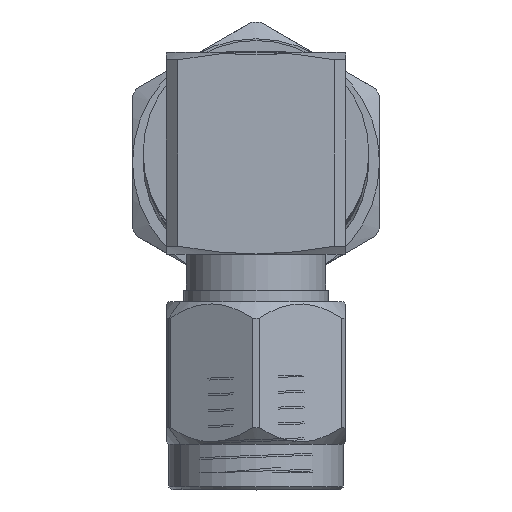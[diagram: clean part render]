
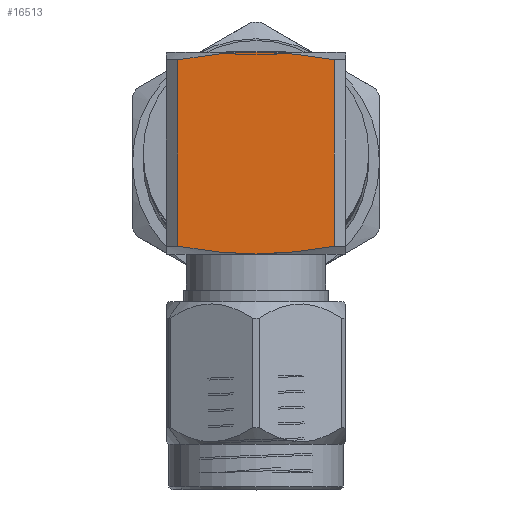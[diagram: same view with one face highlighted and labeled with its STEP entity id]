
A CAD part, top view. The second image highlights one B-rep face of the part: STEP entity #16513.
In plain terms, the highlighted face is planar.
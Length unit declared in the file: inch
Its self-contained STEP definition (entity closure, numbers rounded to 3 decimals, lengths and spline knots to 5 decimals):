
#165 = VECTOR ( 'NONE', #12754, 39.37008 ) ;
#407 = CARTESIAN_POINT ( 'NONE',  ( -0.16737, 0.15748, -0.11466 ) ) ;
#887 = LINE ( 'NONE', #25701, #28416 ) ;
#1408 = DIRECTION ( 'NONE',  ( 0., 0., -1. ) ) ;
#1510 = CARTESIAN_POINT ( 'NONE',  ( 0.17084, 0.15748, 0.09184 ) ) ;
#1633 = DIRECTION ( 'NONE',  ( 0., -1., 0. ) ) ;
#1838 = EDGE_LOOP ( 'NONE', ( #19429, #30464, #30964, #4215, #30526, #2540 ) ) ;
#2540 = ORIENTED_EDGE ( 'NONE', *, *, #19294, .F. ) ;
#2910 = CARTESIAN_POINT ( 'NONE',  ( -0.17717, 0.15748, 0. ) ) ;
#2952 = EDGE_CURVE ( 'NONE', #31011, #26004, #887, .T. ) ;
#3657 = EDGE_CURVE ( 'NONE', #14262, #30335, #12373, .T. ) ;
#4146 = CARTESIAN_POINT ( 'NONE',  ( -0.16735, 0.15748, 0.11476 ) ) ;
#4154 = FACE_OUTER_BOUND ( 'NONE', #1838, .T. ) ;
#4215 = ORIENTED_EDGE ( 'NONE', *, *, #19240, .T. ) ;
#5212 = CARTESIAN_POINT ( 'NONE',  ( -0.15969, 0.15748, -0.13748 ) ) ;
#5451 = CARTESIAN_POINT ( 'NONE',  ( 0.17577, 0.15748, -0.04592 ) ) ;
#5718 = CARTESIAN_POINT ( 'NONE',  ( -0.17085, 0.15748, -0.09175 ) ) ;
#6526 = CARTESIAN_POINT ( 'NONE',  ( -0.17578, 0.15748, 0.04587 ) ) ;
#7088 = CARTESIAN_POINT ( 'NONE',  ( 0.16335, 0.15748, 0.13748 ) ) ;
#7316 = CARTESIAN_POINT ( 'NONE',  ( 0.16335, 0.15748, -0.13748 ) ) ;
#9300 = CARTESIAN_POINT ( 'NONE',  ( -0.17717, 0.15748, 0. ) ) ;
#9898 = B_SPLINE_CURVE_WITH_KNOTS ( 'NONE', 3,
 ( #7316, #20620, #10623, #5451, #27652, #22786 ),
 .UNSPECIFIED., .F., .F.,
 ( 4, 2, 4 ),
 ( 0.00478, 0.00654, 0.00831 ),
 .UNSPECIFIED. ) ;
#10623 = CARTESIAN_POINT ( 'NONE',  ( 0.17085, 0.15748, -0.09175 ) ) ;
#10850 = DIRECTION ( 'NONE',  ( 1., 0., 0. ) ) ;
#11160 = CARTESIAN_POINT ( 'NONE',  ( -0.17717, 0.15748, 0. ) ) ;
#12373 = B_SPLINE_CURVE_WITH_KNOTS ( 'NONE', 3,
 ( #23060, #407, #5718, #20474, #30194, #2910 ),
 .UNSPECIFIED., .F., .F.,
 ( 4, 2, 4 ),
 ( 0.00478, 0.00654, 0.00831 ),
 .UNSPECIFIED. ) ;
#12754 = DIRECTION ( 'NONE',  ( -1., 0., 0. ) ) ;
#13744 = CARTESIAN_POINT ( 'NONE',  ( -0.17084, 0.15748, 0.09184 ) ) ;
#13747 = PLANE ( 'NONE',  #25357 ) ;
#13856 = CARTESIAN_POINT ( 'NONE',  ( 0.17578, 0.15748, 0.04587 ) ) ;
#14262 = VERTEX_POINT ( 'NONE', #18290 ) ;
#14289 = VERTEX_POINT ( 'NONE', #30424 ) ;
#14973 = VERTEX_POINT ( 'NONE', #18864 ) ;
#16258 = CARTESIAN_POINT ( 'NONE',  ( -0.17717, 0.15748, 0.15748 ) ) ;
#16371 = CARTESIAN_POINT ( 'NONE',  ( 0.16735, 0.15748, 0.11476 ) ) ;
#16513 = ADVANCED_FACE ( 'NONE', ( #4154 ), #13747, .F. ) ;
#17382 = B_SPLINE_CURVE_WITH_KNOTS ( 'NONE', 3,
 ( #11160, #28582, #6526, #13744, #4146, #28805 ),
 .UNSPECIFIED., .F., .F.,
 ( 4, 2, 4 ),
 ( 0.00831, 0.01007, 0.01183 ),
 .UNSPECIFIED. ) ;
#18133 = EDGE_CURVE ( 'NONE', #14289, #14973, #9898, .T. ) ;
#18290 = CARTESIAN_POINT ( 'NONE',  ( -0.16335, 0.15748, -0.13748 ) ) ;
#18864 = CARTESIAN_POINT ( 'NONE',  ( 0.17717, 0.15748, 0. ) ) ;
#19240 = EDGE_CURVE ( 'NONE', #30335, #31011, #17382, .T. ) ;
#19294 = EDGE_CURVE ( 'NONE', #14973, #26004, #26107, .T. ) ;
#19429 = ORIENTED_EDGE ( 'NONE', *, *, #18133, .F. ) ;
#20474 = CARTESIAN_POINT ( 'NONE',  ( -0.17577, 0.15748, -0.04592 ) ) ;
#20620 = CARTESIAN_POINT ( 'NONE',  ( 0.16737, 0.15748, -0.11466 ) ) ;
#21471 = CARTESIAN_POINT ( 'NONE',  ( 0.16335, 0.15748, 0.13748 ) ) ;
#21685 = EDGE_CURVE ( 'NONE', #14289, #14262, #30410, .T. ) ;
#22786 = CARTESIAN_POINT ( 'NONE',  ( 0.17717, 0.15748, 0. ) ) ;
#23060 = CARTESIAN_POINT ( 'NONE',  ( -0.16335, 0.15748, -0.13748 ) ) ;
#23163 = CARTESIAN_POINT ( 'NONE',  ( -0.16335, 0.15748, 0.13748 ) ) ;
#25357 = AXIS2_PLACEMENT_3D ( 'NONE', #16258, #1633, #1408 ) ;
#25701 = CARTESIAN_POINT ( 'NONE',  ( -0.17717, 0.15748, 0.13748 ) ) ;
#26004 = VERTEX_POINT ( 'NONE', #7088 ) ;
#26107 = B_SPLINE_CURVE_WITH_KNOTS ( 'NONE', 3,
 ( #30971, #30869, #13856, #1510, #16371, #21471 ),
 .UNSPECIFIED., .F., .F.,
 ( 4, 2, 4 ),
 ( 0.00831, 0.01007, 0.01183 ),
 .UNSPECIFIED. ) ;
#27652 = CARTESIAN_POINT ( 'NONE',  ( 0.17717, 0.15748, -0.02298 ) ) ;
#28416 = VECTOR ( 'NONE', #10850, 39.37008 ) ;
#28582 = CARTESIAN_POINT ( 'NONE',  ( -0.17717, 0.15748, 0.02292 ) ) ;
#28805 = CARTESIAN_POINT ( 'NONE',  ( -0.16335, 0.15748, 0.13748 ) ) ;
#30194 = CARTESIAN_POINT ( 'NONE',  ( -0.17717, 0.15748, -0.02298 ) ) ;
#30335 = VERTEX_POINT ( 'NONE', #9300 ) ;
#30410 = LINE ( 'NONE', #5212, #165 ) ;
#30424 = CARTESIAN_POINT ( 'NONE',  ( 0.16335, 0.15748, -0.13748 ) ) ;
#30464 = ORIENTED_EDGE ( 'NONE', *, *, #21685, .T. ) ;
#30526 = ORIENTED_EDGE ( 'NONE', *, *, #2952, .T. ) ;
#30869 = CARTESIAN_POINT ( 'NONE',  ( 0.17717, 0.15748, 0.02292 ) ) ;
#30964 = ORIENTED_EDGE ( 'NONE', *, *, #3657, .T. ) ;
#30971 = CARTESIAN_POINT ( 'NONE',  ( 0.17717, 0.15748, 0. ) ) ;
#31011 = VERTEX_POINT ( 'NONE', #23163 ) ;
